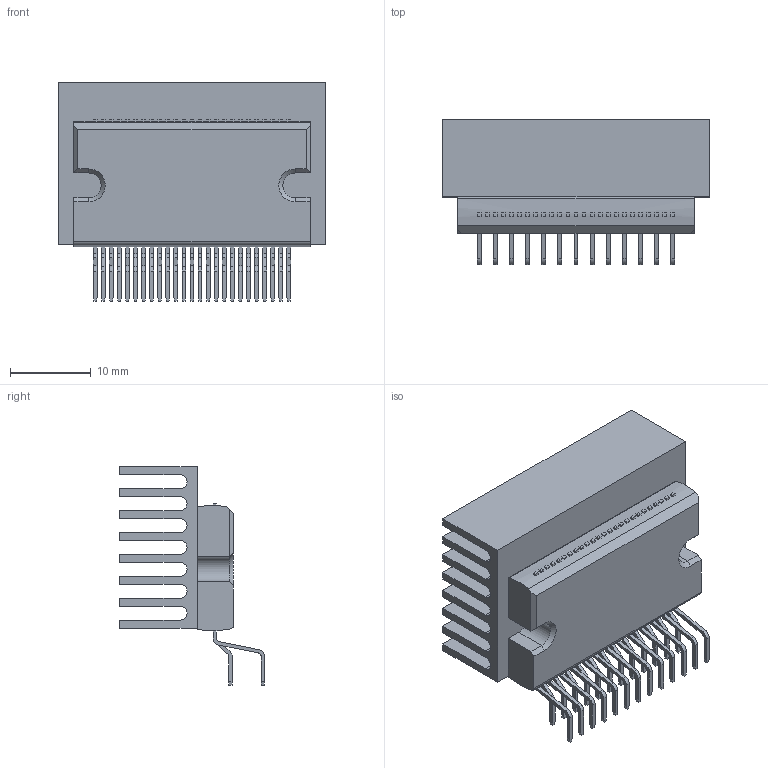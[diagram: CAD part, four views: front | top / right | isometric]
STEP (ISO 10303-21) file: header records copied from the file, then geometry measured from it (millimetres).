
FILE_DESCRIPTION(/* description */ ('STEP AP242','CAx-IF Rec.Pracs.---Representation and Presentation of Product Manufacturing Information (PMI)---4.0---2014-10-13','CAx-IF Rec.Pracs.---3D Tessellated Geometry---0.4---2014-09-14','2;1'),/* implementation_level */ '2;1');
FILE_NAME(/* name */ '61ea0fee9ee1be40f1b6c20c',/* time_stamp */ '2022-01-21T01:44:16+00:00',/* author */ (''),/* organization */ (''),/* preprocessor_version */ 'ST-DEVELOPER v18.101',/* originating_system */ ' ',/* authorisation */ ' ');
FILE_SCHEMA (('AP242_MANAGED_MODEL_BASED_3D_ENGINEERING_MIM_LF { 1 0 10303 442 1 1 4 }'));
Length unit declared in the file: metre
Products named in the file (2): Heatsink; Part 1
Bounding box: 33 x 17.93 x 27.08 mm (x, y, z)
Volume: 5069.2 mm3; surface area: 7528.6 mm2
Topology: 2 solids, 2 shells, 562 faces, 1518 edges, 1010 vertices
Faces by surface type: plane 447, cylinder 113, cone 2
Entity records: 17777 total; most frequent: CARTESIAN_POINT 3092, ORIENTED_EDGE 3036, DIRECTION 2924, EDGE_CURVE 1518, LINE 1240, VECTOR 1240, VERTEX_POINT 1010, AXIS2_PLACEMENT_3D 842
